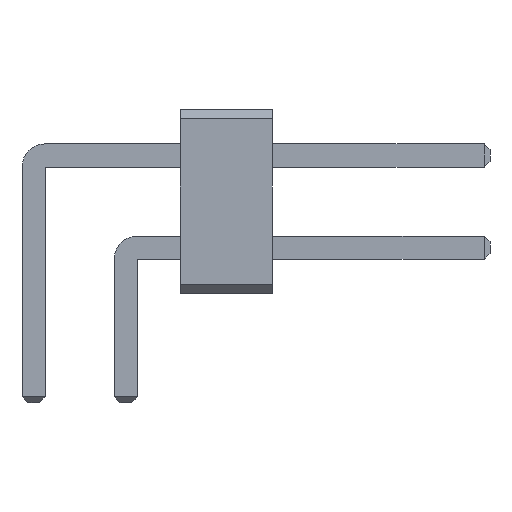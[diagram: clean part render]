
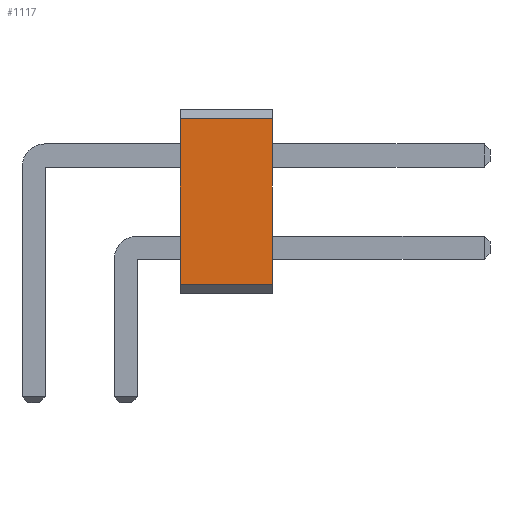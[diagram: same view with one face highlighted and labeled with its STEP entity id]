
A CAD part, front view. The second image highlights one B-rep face of the part: STEP entity #1117.
In plain terms, the highlighted planar face has unit normal (0, -1, 0).
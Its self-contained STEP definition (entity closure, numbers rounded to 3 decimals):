
#13=DIRECTION('',(0.,0.,1.));
#27=VECTOR('',#28,1.);
#28=DIRECTION('',(1.,0.,0.));
#57=DIRECTION('',(0.,-1.,0.));
#1104=VERTEX_POINT('',#1105);
#1105=CARTESIAN_POINT('',(6.58,-46.99,0.254));
#1108=EDGE_CURVE('',#1109,#1104,#1111,.T.);
#1109=VERTEX_POINT('',#1110);
#1110=CARTESIAN_POINT('',(4.04,-46.99,0.254));
#1111=LINE('',#1110,#27);
#1117=ADVANCED_FACE('',(#1118),#1135,.T.);
#1118=FACE_BOUND('',#1119,.T.);
#1119=EDGE_LOOP('',(#1120,#1121,#1127,#1132));
#1120=ORIENTED_EDGE('',*,*,#1108,.T.);
#1121=ORIENTED_EDGE('',*,*,#1122,.T.);
#1122=EDGE_CURVE('',#1104,#1123,#1125,.T.);
#1123=VERTEX_POINT('',#1124);
#1124=CARTESIAN_POINT('',(6.58,-46.99,4.826));
#1125=LINE('',#1105,#1126);
#1126=VECTOR('',#13,1.);
#1127=ORIENTED_EDGE('',*,*,#1128,.F.);
#1128=EDGE_CURVE('',#1129,#1123,#1131,.T.);
#1129=VERTEX_POINT('',#1130);
#1130=CARTESIAN_POINT('',(4.04,-46.99,4.826));
#1131=LINE('',#1130,#27);
#1132=ORIENTED_EDGE('',*,*,#1133,.F.);
#1133=EDGE_CURVE('',#1109,#1129,#1134,.T.);
#1134=LINE('',#1110,#1126);
#1135=PLANE('',#1136);
#1136=AXIS2_PLACEMENT_3D('',#1110,#57,#13);
